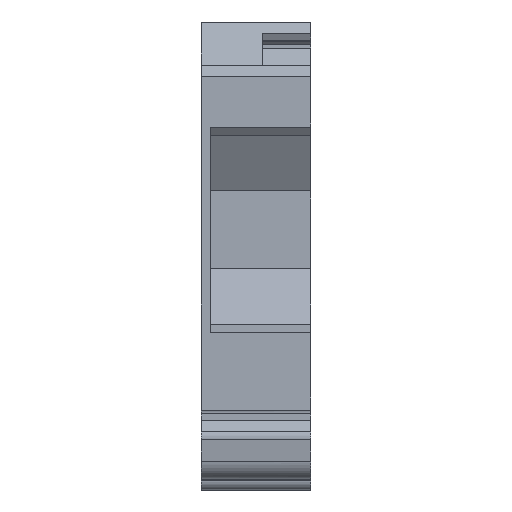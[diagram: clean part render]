
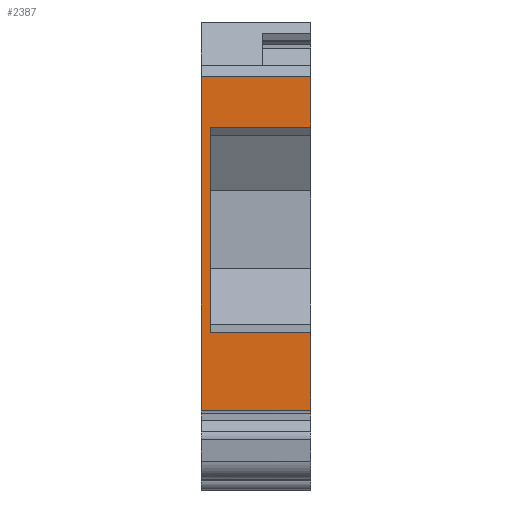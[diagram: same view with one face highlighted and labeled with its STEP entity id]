
A CAD part, front view. The second image highlights one B-rep face of the part: STEP entity #2387.
In plain terms, the highlighted planar face has unit normal (0, -1, 0).
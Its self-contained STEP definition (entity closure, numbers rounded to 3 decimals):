
#2351=AXIS2_PLACEMENT_3D('Plane Axis2P3D',#2348,#2349,#2350) ;
#432=CARTESIAN_POINT('Vertex',(0.,0.,8.75)) ;
#435=CARTESIAN_POINT('Line Origine',(0.,0.,27.)) ;
#439=CARTESIAN_POINT('Vertex',(0.,0.,45.25)) ;
#647=CARTESIAN_POINT('Vertex',(12.,0.,45.25)) ;
#650=CARTESIAN_POINT('Line Origine',(12.,0.,42.5)) ;
#654=CARTESIAN_POINT('Vertex',(12.,0.,39.75)) ;
#689=CARTESIAN_POINT('Vertex',(12.,0.,17.25)) ;
#692=CARTESIAN_POINT('Line Origine',(12.,0.,13.)) ;
#696=CARTESIAN_POINT('Vertex',(12.,0.,8.75)) ;
#2335=CARTESIAN_POINT('Line Origine',(6.,0.,8.75)) ;
#2348=CARTESIAN_POINT('Axis2P3D Location',(0.,0.,39.75)) ;
#2353=CARTESIAN_POINT('Line Origine',(6.5,0.,17.25)) ;
#2357=CARTESIAN_POINT('Vertex',(1.,0.,17.25)) ;
#2360=CARTESIAN_POINT('Line Origine',(1.,0.,28.5)) ;
#2364=CARTESIAN_POINT('Vertex',(1.,0.,39.75)) ;
#2367=CARTESIAN_POINT('Line Origine',(6.5,0.,39.75)) ;
#2372=CARTESIAN_POINT('Line Origine',(6.,0.,45.25)) ;
#436=DIRECTION('Vector Direction',(0.,0.,-1.)) ;
#651=DIRECTION('Vector Direction',(0.,0.,-1.)) ;
#693=DIRECTION('Vector Direction',(0.,0.,-1.)) ;
#2336=DIRECTION('Vector Direction',(-1.,0.,0.)) ;
#2349=DIRECTION('Axis2P3D Direction',(0.,1.,0.)) ;
#2350=DIRECTION('Axis2P3D XDirection',(0.,0.,1.)) ;
#2354=DIRECTION('Vector Direction',(1.,0.,0.)) ;
#2361=DIRECTION('Vector Direction',(0.,0.,-1.)) ;
#2368=DIRECTION('Vector Direction',(-1.,0.,0.)) ;
#2373=DIRECTION('Vector Direction',(-1.,0.,0.)) ;
#437=VECTOR('Line Direction',#436,1.) ;
#652=VECTOR('Line Direction',#651,1.) ;
#694=VECTOR('Line Direction',#693,1.) ;
#2337=VECTOR('Line Direction',#2336,1.) ;
#2355=VECTOR('Line Direction',#2354,1.) ;
#2362=VECTOR('Line Direction',#2361,1.) ;
#2369=VECTOR('Line Direction',#2368,1.) ;
#2374=VECTOR('Line Direction',#2373,1.) ;
#2378=ORIENTED_EDGE('',*,*,#2339,.F.) ;
#2379=ORIENTED_EDGE('',*,*,#698,.F.) ;
#2380=ORIENTED_EDGE('',*,*,#2359,.F.) ;
#2381=ORIENTED_EDGE('',*,*,#2366,.F.) ;
#2382=ORIENTED_EDGE('',*,*,#2371,.F.) ;
#2383=ORIENTED_EDGE('',*,*,#656,.F.) ;
#2384=ORIENTED_EDGE('',*,*,#2376,.T.) ;
#2385=ORIENTED_EDGE('',*,*,#441,.T.) ;
#2387=ADVANCED_FACE('Koerper.2',(#2386),#2352,.F.) ;
#441=EDGE_CURVE('',#440,#433,#438,.T.) ;
#656=EDGE_CURVE('',#648,#655,#653,.T.) ;
#698=EDGE_CURVE('',#690,#697,#695,.T.) ;
#2339=EDGE_CURVE('',#697,#433,#2338,.T.) ;
#2359=EDGE_CURVE('',#2358,#690,#2356,.T.) ;
#2366=EDGE_CURVE('',#2365,#2358,#2363,.T.) ;
#2371=EDGE_CURVE('',#655,#2365,#2370,.T.) ;
#2376=EDGE_CURVE('',#648,#440,#2375,.T.) ;
#2377=EDGE_LOOP('',(#2378,#2379,#2380,#2381,#2382,#2383,#2384,#2385)) ;
#2386=FACE_OUTER_BOUND('',#2377,.T.) ;
#438=LINE('Line',#435,#437) ;
#653=LINE('Line',#650,#652) ;
#695=LINE('Line',#692,#694) ;
#2338=LINE('Line',#2335,#2337) ;
#2356=LINE('Line',#2353,#2355) ;
#2363=LINE('Line',#2360,#2362) ;
#2370=LINE('Line',#2367,#2369) ;
#2375=LINE('Line',#2372,#2374) ;
#2352=PLANE('',#2351) ;
#433=VERTEX_POINT('',#432) ;
#440=VERTEX_POINT('',#439) ;
#648=VERTEX_POINT('',#647) ;
#655=VERTEX_POINT('',#654) ;
#690=VERTEX_POINT('',#689) ;
#697=VERTEX_POINT('',#696) ;
#2358=VERTEX_POINT('',#2357) ;
#2365=VERTEX_POINT('',#2364) ;
